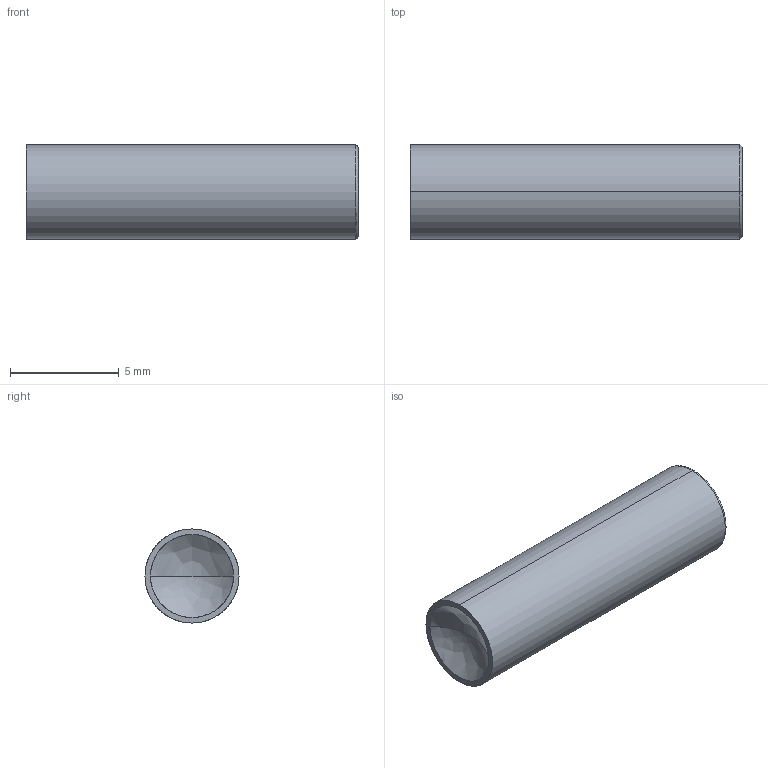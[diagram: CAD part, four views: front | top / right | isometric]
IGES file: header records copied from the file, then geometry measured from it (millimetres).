
Start section: SolidWorks IGES file using analytic representation for surfaces
Global section: file name: STEP;LPCM_060_CTP.IGS; native system: SolidWorks 2012; preprocessor: SolidWorks 2012; author: mboyer; date: 130522.150811; units: inch
Bounding box: 15.24 x 4.32 x 4.32 mm (x, y, z)
Surface area: 240.9 mm2 (no closed solid volume)
Topology: 0 solids, 0 shells, 25 faces, 224 edges, 222 vertices
Faces by surface type: revolution 18, bspline 7
